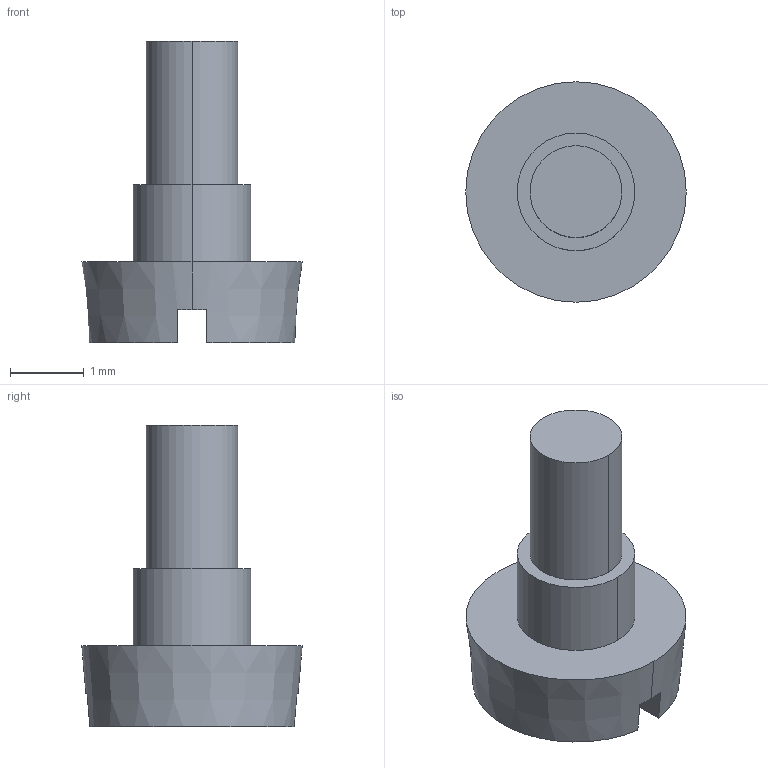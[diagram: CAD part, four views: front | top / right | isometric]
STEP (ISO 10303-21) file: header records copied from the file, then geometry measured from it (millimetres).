
FILE_DESCRIPTION((''),'2;1');
FILE_NAME('V1_6-3--_-_I1207_C','2021-10-19T14:05:30',('silo-mech'),(''),'CREO PARAMETRIC BY PTC INC, 2020454','CREO PARAMETRIC BY PTC INC, 2020454','');
FILE_SCHEMA(('CONFIG_CONTROL_DESIGN'));
Length unit declared in the file: millimetre
Products named in the file (1): V1_6-3--_-_I1207_C
Bounding box: 3 x 3 x 4.1 mm (x, y, z)
Volume: 11.3 mm3; surface area: 38.5 mm2
Topology: 1 solids, 1 shells, 14 faces, 30 edges, 20 vertices
Faces by surface type: plane 8, cylinder 4, cone 2
Entity records: 438 total; most frequent: CARTESIAN_POINT 82, DIRECTION 70, ORIENTED_EDGE 60, AXIS2_PLACEMENT_3D 30, EDGE_CURVE 30, VERTEX_POINT 20, EDGE_LOOP 16, CIRCLE 16
